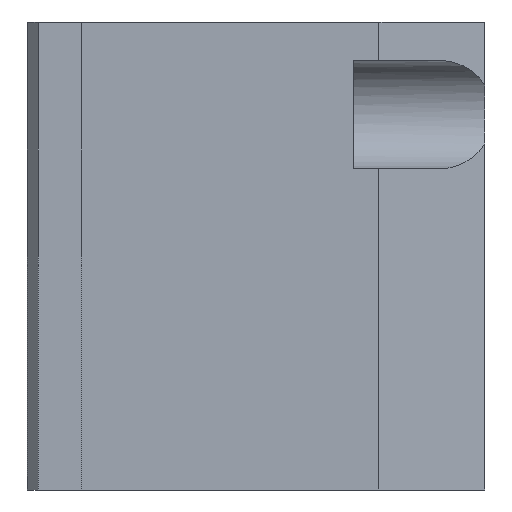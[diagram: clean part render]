
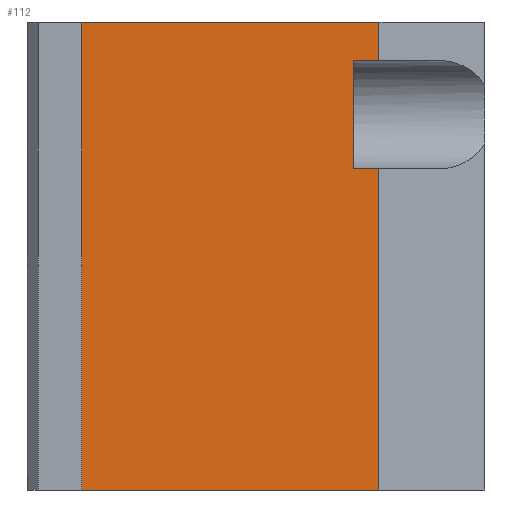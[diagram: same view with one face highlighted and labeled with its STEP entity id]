
A CAD part, left-side view. The second image highlights one B-rep face of the part: STEP entity #112.
In plain terms, the highlighted planar face has unit normal (-1, 0, 0).
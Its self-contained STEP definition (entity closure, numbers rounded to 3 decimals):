
#112 = ADVANCED_FACE( '', ( #213 ), #214, .T. );
#213 = FACE_OUTER_BOUND( '', #342, .T. );
#214 = PLANE( '', #343 );
#342 = EDGE_LOOP( '', ( #666, #667, #668, #669, #670, #671, #672, #673 ) );
#343 = AXIS2_PLACEMENT_3D( '', #674, #675, #676 );
#666 = ORIENTED_EDGE( '', *, *, #926, .T. );
#667 = ORIENTED_EDGE( '', *, *, #915, .T. );
#668 = ORIENTED_EDGE( '', *, *, #921, .T. );
#669 = ORIENTED_EDGE( '', *, *, #941, .T. );
#670 = ORIENTED_EDGE( '', *, *, #942, .T. );
#671 = ORIENTED_EDGE( '', *, *, #943, .F. );
#672 = ORIENTED_EDGE( '', *, *, #944, .T. );
#673 = ORIENTED_EDGE( '', *, *, #945, .T. );
#674 = CARTESIAN_POINT( '', ( -25.5, 9.7, 0. ) );
#675 = DIRECTION( '', ( -1., 0., 0. ) );
#676 = DIRECTION( '', ( 0., -1., 0. ) );
#915 = EDGE_CURVE( '', #1111, #1112, #1113, .T. );
#921 = EDGE_CURVE( '', #1112, #1122, #1123, .T. );
#926 = EDGE_CURVE( '', #1130, #1111, #1131, .T. );
#941 = EDGE_CURVE( '', #1122, #1155, #1156, .T. );
#942 = EDGE_CURVE( '', #1155, #1157, #1158, .T. );
#943 = EDGE_CURVE( '', #1159, #1157, #1160, .T. );
#944 = EDGE_CURVE( '', #1159, #1161, #1162, .T. );
#945 = EDGE_CURVE( '', #1161, #1130, #1163, .T. );
#1111 = VERTEX_POINT( '', #1438 );
#1112 = VERTEX_POINT( '', #1439 );
#1113 = LINE( '', #1440, #1441 );
#1122 = VERTEX_POINT( '', #1454 );
#1123 = LINE( '', #1455, #1456 );
#1130 = VERTEX_POINT( '', #1467 );
#1131 = LINE( '', #1468, #1469 );
#1155 = VERTEX_POINT( '', #1504 );
#1156 = LINE( '', #1505, #1506 );
#1157 = VERTEX_POINT( '', #1507 );
#1158 = LINE( '', #1508, #1509 );
#1159 = VERTEX_POINT( '', #1510 );
#1160 = LINE( '', #1511, #1512 );
#1161 = VERTEX_POINT( '', #1513 );
#1162 = LINE( '', #1514, #1515 );
#1163 = LINE( '', #1516, #1517 );
#1438 = CARTESIAN_POINT( '', ( -25.5, 12., 29.5 ) );
#1439 = CARTESIAN_POINT( '', ( -25.5, 12., 39.5 ) );
#1440 = CARTESIAN_POINT( '', ( -25.5, 12., 0. ) );
#1441 = VECTOR( '', #1737, 1. );
#1454 = CARTESIAN_POINT( '', ( -25.5, 9.7, 39.5 ) );
#1455 = CARTESIAN_POINT( '', ( -25.5, 4.85, 39.5 ) );
#1456 = VECTOR( '', #1745, 1. );
#1467 = CARTESIAN_POINT( '', ( -25.5, 9.7, 29.5 ) );
#1468 = CARTESIAN_POINT( '', ( -25.5, 4.85, 29.5 ) );
#1469 = VECTOR( '', #1750, 1. );
#1504 = CARTESIAN_POINT( '', ( -25.5, 9.7, 43. ) );
#1505 = CARTESIAN_POINT( '', ( -25.5, 9.7, 0. ) );
#1506 = VECTOR( '', #1771, 1. );
#1507 = CARTESIAN_POINT( '', ( -25.5, 37., 43. ) );
#1508 = CARTESIAN_POINT( '', ( -25.5, 37., 43. ) );
#1509 = VECTOR( '', #1772, 1. );
#1510 = CARTESIAN_POINT( '', ( -25.5, 37., 0. ) );
#1511 = CARTESIAN_POINT( '', ( -25.5, 37., 0. ) );
#1512 = VECTOR( '', #1773, 1. );
#1513 = CARTESIAN_POINT( '', ( -25.5, 9.7, 0. ) );
#1514 = CARTESIAN_POINT( '', ( -25.5, 37., 0. ) );
#1515 = VECTOR( '', #1774, 1. );
#1516 = CARTESIAN_POINT( '', ( -25.5, 9.7, 0. ) );
#1517 = VECTOR( '', #1775, 1. );
#1737 = DIRECTION( '', ( 0., 0., 1. ) );
#1745 = DIRECTION( '', ( 0., -1., 0. ) );
#1750 = DIRECTION( '', ( 0., 1., 0. ) );
#1771 = DIRECTION( '', ( 0., 0., 1. ) );
#1772 = DIRECTION( '', ( 0., 1., 0. ) );
#1773 = DIRECTION( '', ( 0., 0., 1. ) );
#1774 = DIRECTION( '', ( 0., -1., 0. ) );
#1775 = DIRECTION( '', ( 0., 0., 1. ) );
